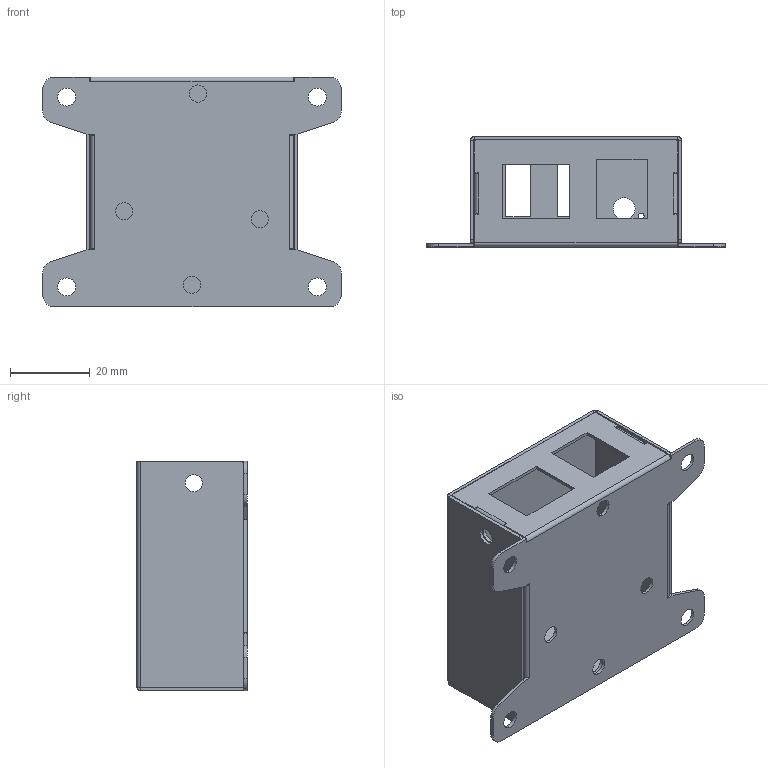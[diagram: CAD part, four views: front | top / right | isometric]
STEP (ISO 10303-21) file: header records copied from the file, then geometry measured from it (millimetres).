
FILE_DESCRIPTION (( 'STEP AP214' ), '1' );
FILE_NAME ('T1.STEP', '2023-04-25T05:51:12', ( '' ), ( '' ), 'SwSTEP 2.0', 'SolidWorks 2018', '' );
FILE_SCHEMA (( 'AUTOMOTIVE_DESIGN' ));
Length unit declared in the file: millimetre
Products named in the file (3): 奻裔; 狟褲; T1
Assembly tree (2 placements, depth 2):
  T1
    狟褲
    奻裔
Bounding box: 74.8 x 27.6 x 57.5 mm (x, y, z)
Volume: 9674.8 mm3; surface area: 25164.7 mm2
Topology: 2 solids, 2 shells, 198 faces, 510 edges, 316 vertices
Faces by surface type: plane 122, cylinder 72, bspline 4
Entity records: 6258 total; most frequent: CARTESIAN_POINT 1203, DIRECTION 1030, ORIENTED_EDGE 1020, EDGE_CURVE 510, VECTOR 360, LINE 360, AXIS2_PLACEMENT_3D 335, VERTEX_POINT 316
